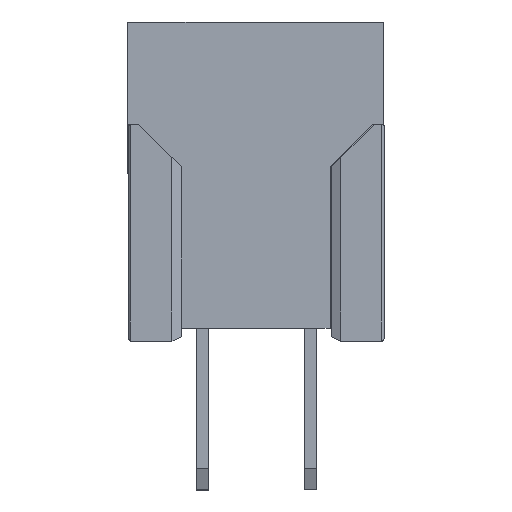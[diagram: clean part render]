
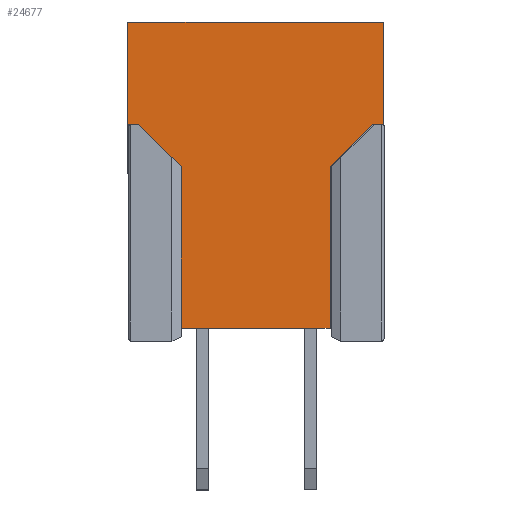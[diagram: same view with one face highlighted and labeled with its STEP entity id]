
A CAD part, left-side view. The second image highlights one B-rep face of the part: STEP entity #24677.
In plain terms, the highlighted face is planar.
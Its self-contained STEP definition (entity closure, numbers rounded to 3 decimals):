
#335 = CARTESIAN_POINT ( 'NONE',  ( 11.175, 2.75, 2.4 ) ) ;
#627 = CARTESIAN_POINT ( 'NONE',  ( 11.175, -3., 0. ) ) ;
#1304 = VERTEX_POINT ( 'NONE', #9130 ) ;
#1455 = VECTOR ( 'NONE', #14237, 1000. ) ;
#1864 = LINE ( 'NONE', #17163, #7578 ) ;
#2060 = VERTEX_POINT ( 'NONE', #10752 ) ;
#2612 = VECTOR ( 'NONE', #11910, 1000. ) ;
#2989 = VECTOR ( 'NONE', #9665, 1000. ) ;
#3696 = DIRECTION ( 'NONE',  ( -1., 0., 0. ) ) ;
#4169 = AXIS2_PLACEMENT_3D ( 'NONE', #18191, #3696, #20645 ) ;
#4953 = VECTOR ( 'NONE', #18378, 1000. ) ;
#5046 = CARTESIAN_POINT ( 'NONE',  ( 11.175, 1.75, 3.398 ) ) ;
#5094 = VERTEX_POINT ( 'NONE', #16376 ) ;
#5299 = VECTOR ( 'NONE', #10429, 1000. ) ;
#5427 = VECTOR ( 'NONE', #24520, 1000. ) ;
#7578 = VECTOR ( 'NONE', #16946, 1000. ) ;
#7974 = VERTEX_POINT ( 'NONE', #335 ) ;
#8269 = CARTESIAN_POINT ( 'NONE',  ( 11.175, -3., 2.4 ) ) ;
#8381 = CARTESIAN_POINT ( 'NONE',  ( 11.175, -1.75, 3.398 ) ) ;
#8688 = EDGE_CURVE ( 'NONE', #11510, #1304, #30215, .T. ) ;
#9130 = CARTESIAN_POINT ( 'NONE',  ( 11.175, 3., 0. ) ) ;
#9665 = DIRECTION ( 'NONE',  ( 0., 0., -1. ) ) ;
#10255 = CARTESIAN_POINT ( 'NONE',  ( 11.175, 3., 7.2 ) ) ;
#10429 = DIRECTION ( 'NONE',  ( 0., 0., -1. ) ) ;
#10486 = CARTESIAN_POINT ( 'NONE',  ( 11.175, -3., 7.2 ) ) ;
#10752 = CARTESIAN_POINT ( 'NONE',  ( 11.175, 3., 2.4 ) ) ;
#11510 = VERTEX_POINT ( 'NONE', #627 ) ;
#11725 = LINE ( 'NONE', #10486, #5299 ) ;
#11755 = VECTOR ( 'NONE', #15833, 1000. ) ;
#11790 = VECTOR ( 'NONE', #21330, 1000. ) ;
#11910 = DIRECTION ( 'NONE',  ( 0., 1., 0. ) ) ;
#11928 = VERTEX_POINT ( 'NONE', #21259 ) ;
#11947 = EDGE_CURVE ( 'NONE', #5094, #21784, #30152, .T. ) ;
#12019 = EDGE_CURVE ( 'NONE', #7974, #2060, #12137, .T. ) ;
#12028 = EDGE_CURVE ( 'NONE', #7974, #16811, #17812, .T. ) ;
#12079 = EDGE_CURVE ( 'NONE', #21784, #16811, #1864, .T. ) ;
#12120 = EDGE_CURVE ( 'NONE', #16646, #5094, #30125, .T. ) ;
#12137 = LINE ( 'NONE', #19112, #24204 ) ;
#12207 = CARTESIAN_POINT ( 'NONE',  ( 11.175, -3., 2.4 ) ) ;
#12214 = EDGE_CURVE ( 'NONE', #16646, #11928, #14380, .T. ) ;
#12311 = EDGE_CURVE ( 'NONE', #23583, #11928, #16260, .T. ) ;
#12392 = EDGE_CURVE ( 'NONE', #23583, #11510, #11725, .T. ) ;
#12431 = EDGE_CURVE ( 'NONE', #2060, #1304, #27861, .T. ) ;
#14137 = CARTESIAN_POINT ( 'NONE',  ( 11.175, -1.75, 3.398 ) ) ;
#14237 = DIRECTION ( 'NONE',  ( 0., -0.708, -0.706 ) ) ;
#14380 = LINE ( 'NONE', #14137, #1455 ) ;
#15833 = DIRECTION ( 'NONE',  ( 0., 0., 1. ) ) ;
#15902 = CARTESIAN_POINT ( 'NONE',  ( 11.175, -1.75, 7.2 ) ) ;
#16260 = LINE ( 'NONE', #12207, #2612 ) ;
#16366 = CARTESIAN_POINT ( 'NONE',  ( 11.175, 1.75, 7.2 ) ) ;
#16376 = CARTESIAN_POINT ( 'NONE',  ( 11.175, -1.75, 7.2 ) ) ;
#16646 = VERTEX_POINT ( 'NONE', #8381 ) ;
#16811 = VERTEX_POINT ( 'NONE', #5046 ) ;
#16946 = DIRECTION ( 'NONE',  ( 0., 0., -1. ) ) ;
#17163 = CARTESIAN_POINT ( 'NONE',  ( 11.175, 1.75, 7.2 ) ) ;
#17812 = LINE ( 'NONE', #18477, #4953 ) ;
#18191 = CARTESIAN_POINT ( 'NONE',  ( 11.175, 3., 7.2 ) ) ;
#18378 = DIRECTION ( 'NONE',  ( 0., -0.708, 0.706 ) ) ;
#18477 = CARTESIAN_POINT ( 'NONE',  ( 11.175, 1.75, 3.398 ) ) ;
#18757 = DIRECTION ( 'NONE',  ( 0., 1., 0. ) ) ;
#19112 = CARTESIAN_POINT ( 'NONE',  ( 11.175, 1.75, 2.4 ) ) ;
#20117 = EDGE_LOOP ( 'NONE', ( #23380, #23831, #25311, #25693, #27127, #27530, #28927, #29290, #30540, #31190 ) ) ;
#20645 = DIRECTION ( 'NONE',  ( 0., 0., 1. ) ) ;
#21259 = CARTESIAN_POINT ( 'NONE',  ( 11.175, -2.75, 2.4 ) ) ;
#21317 = FACE_OUTER_BOUND ( 'NONE', #20117, .T. ) ;
#21330 = DIRECTION ( 'NONE',  ( 0., 1., 0. ) ) ;
#21784 = VERTEX_POINT ( 'NONE', #16366 ) ;
#21935 = CARTESIAN_POINT ( 'NONE',  ( 11.175, 3., 7.2 ) ) ;
#23380 = ORIENTED_EDGE ( 'NONE', *, *, #12019, .F. ) ;
#23583 = VERTEX_POINT ( 'NONE', #8269 ) ;
#23831 = ORIENTED_EDGE ( 'NONE', *, *, #12028, .T. ) ;
#24204 = VECTOR ( 'NONE', #18757, 1000. ) ;
#24520 = DIRECTION ( 'NONE',  ( 0., 1., 0. ) ) ;
#24604 = CARTESIAN_POINT ( 'NONE',  ( 11.175, 3., 0. ) ) ;
#24677 = ADVANCED_FACE ( 'NONE', ( #21317 ), #25319, .F. ) ;
#25311 = ORIENTED_EDGE ( 'NONE', *, *, #12079, .F. ) ;
#25319 = PLANE ( 'NONE',  #4169 ) ;
#25693 = ORIENTED_EDGE ( 'NONE', *, *, #11947, .F. ) ;
#27127 = ORIENTED_EDGE ( 'NONE', *, *, #12120, .F. ) ;
#27530 = ORIENTED_EDGE ( 'NONE', *, *, #12214, .T. ) ;
#27861 = LINE ( 'NONE', #10255, #2989 ) ;
#28927 = ORIENTED_EDGE ( 'NONE', *, *, #12311, .F. ) ;
#29290 = ORIENTED_EDGE ( 'NONE', *, *, #12392, .T. ) ;
#30125 = LINE ( 'NONE', #15902, #11755 ) ;
#30152 = LINE ( 'NONE', #21935, #11790 ) ;
#30215 = LINE ( 'NONE', #24604, #5427 ) ;
#30540 = ORIENTED_EDGE ( 'NONE', *, *, #8688, .T. ) ;
#31190 = ORIENTED_EDGE ( 'NONE', *, *, #12431, .F. ) ;
